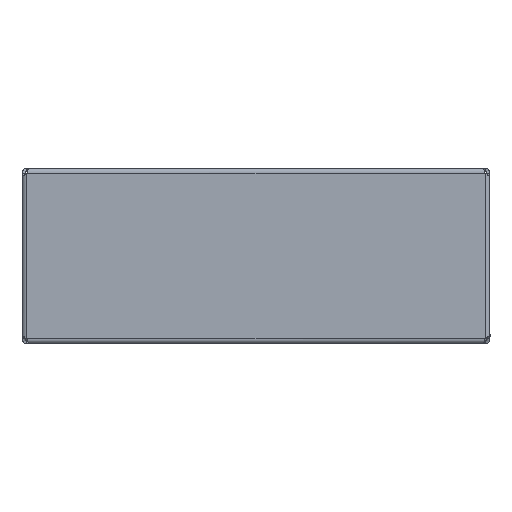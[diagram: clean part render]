
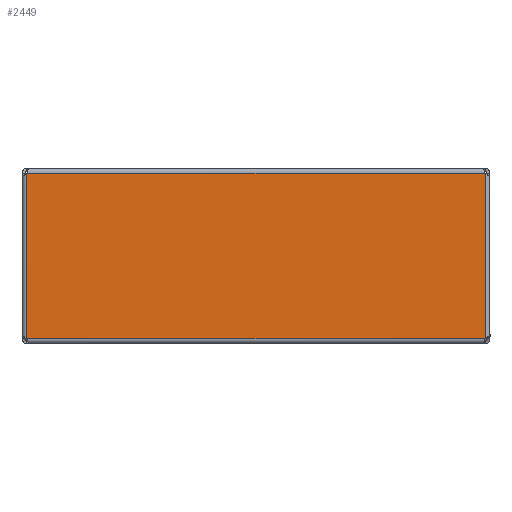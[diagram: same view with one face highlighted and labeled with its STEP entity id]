
A CAD part, front view. The second image highlights one B-rep face of the part: STEP entity #2449.
In plain terms, the highlighted planar face has unit normal (0, -1, 0).
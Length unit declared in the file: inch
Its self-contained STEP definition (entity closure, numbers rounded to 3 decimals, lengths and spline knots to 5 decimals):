
#182 = CARTESIAN_POINT ( 'NONE',  ( -7.83352, 0., -0.99806 ) ) ;
#533 = VECTOR ( 'NONE', #6133, 39.37008 ) ;
#538 = DIRECTION ( 'NONE',  ( 0., 0., -1. ) ) ;
#657 = EDGE_CURVE ( 'NONE', #2906, #682, #1795, .T. ) ;
#682 = VERTEX_POINT ( 'NONE', #2374 ) ;
#1115 = VERTEX_POINT ( 'NONE', #2240 ) ;
#1460 = LINE ( 'NONE', #3790, #533 ) ;
#1795 = LINE ( 'NONE', #7037, #4025 ) ;
#1818 = ORIENTED_EDGE ( 'NONE', *, *, #3510, .T. ) ;
#1823 = LINE ( 'NONE', #5433, #4186 ) ;
#2160 = EDGE_CURVE ( 'NONE', #1115, #7147, #1460, .T. ) ;
#2240 = CARTESIAN_POINT ( 'NONE',  ( 7.83352, 0., -6.66504 ) ) ;
#2374 = CARTESIAN_POINT ( 'NONE',  ( -7.83352, 0., -6.66504 ) ) ;
#2405 = DIRECTION ( 'NONE',  ( -1., 0., 0. ) ) ;
#2449 = ADVANCED_FACE ( 'NONE', ( #2677 ), #5014, .T. ) ;
#2677 = FACE_OUTER_BOUND ( 'NONE', #4516, .T. ) ;
#2720 = LINE ( 'NONE', #7378, #4095 ) ;
#2796 = CARTESIAN_POINT ( 'NONE',  ( 7.83352, 0., -0.99806 ) ) ;
#2845 = ORIENTED_EDGE ( 'NONE', *, *, #4722, .T. ) ;
#2906 = VERTEX_POINT ( 'NONE', #182 ) ;
#3114 = ORIENTED_EDGE ( 'NONE', *, *, #2160, .T. ) ;
#3510 = EDGE_CURVE ( 'NONE', #7147, #2906, #1823, .T. ) ;
#3684 = AXIS2_PLACEMENT_3D ( 'NONE', #6237, #7333, #4439 ) ;
#3790 = CARTESIAN_POINT ( 'NONE',  ( 7.83352, 0., 0. ) ) ;
#4025 = VECTOR ( 'NONE', #538, 39.37008 ) ;
#4095 = VECTOR ( 'NONE', #4111, 39.37008 ) ;
#4111 = DIRECTION ( 'NONE',  ( 1., 0., 0. ) ) ;
#4186 = VECTOR ( 'NONE', #2405, 39.37008 ) ;
#4439 = DIRECTION ( 'NONE',  ( 0., 0., -1. ) ) ;
#4516 = EDGE_LOOP ( 'NONE', ( #5752, #2845, #3114, #1818 ) ) ;
#4722 = EDGE_CURVE ( 'NONE', #682, #1115, #2720, .T. ) ;
#5014 = PLANE ( 'NONE',  #3684 ) ;
#5433 = CARTESIAN_POINT ( 'NONE',  ( -16.9548, 0., -0.99806 ) ) ;
#5752 = ORIENTED_EDGE ( 'NONE', *, *, #657, .T. ) ;
#6133 = DIRECTION ( 'NONE',  ( 0., 0., 1. ) ) ;
#6237 = CARTESIAN_POINT ( 'NONE',  ( -16.9548, 0., 0. ) ) ;
#7037 = CARTESIAN_POINT ( 'NONE',  ( -7.83352, 0., 0. ) ) ;
#7147 = VERTEX_POINT ( 'NONE', #2796 ) ;
#7333 = DIRECTION ( 'NONE',  ( 0., -1., 0. ) ) ;
#7378 = CARTESIAN_POINT ( 'NONE',  ( -16.9548, 0., -6.66504 ) ) ;
